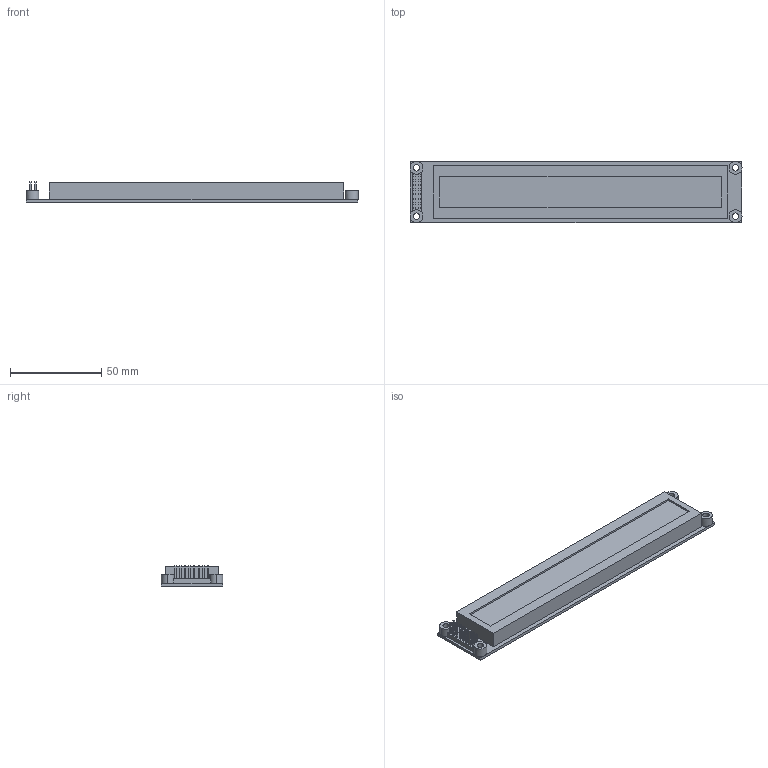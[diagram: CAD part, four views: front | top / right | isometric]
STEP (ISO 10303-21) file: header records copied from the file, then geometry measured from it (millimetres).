
FILE_DESCRIPTION (( 'STEP AP214' ), '1' );
FILE_NAME ('WH4002_2.STEP', '2022-02-18T11:50:39', ( '' ), ( '' ), 'SwSTEP 2.0', 'SolidWorks 2019', '' );
FILE_SCHEMA (( 'AUTOMOTIVE_DESIGN' ));
Length unit declared in the file: millimetre
Products named in the file (1): WH4002_2
Bounding box: 182.1 x 33.6 x 11.1 mm (x, y, z)
Volume: 50045.8 mm3; surface area: 17760.1 mm2
Topology: 1 solids, 1 shells, 136 faces, 332 edges, 216 vertices
Faces by surface type: plane 120, cylinder 16
Entity records: 5090 total; most frequent: CARTESIAN_POINT 685, ORIENTED_EDGE 664, DIRECTION 658, EDGE_CURVE 332, LINE 280, VECTOR 280, VERTEX_POINT 216, AXIS2_PLACEMENT_3D 189
